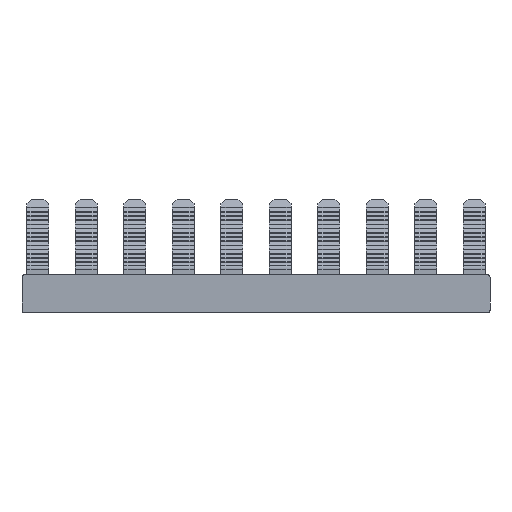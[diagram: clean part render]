
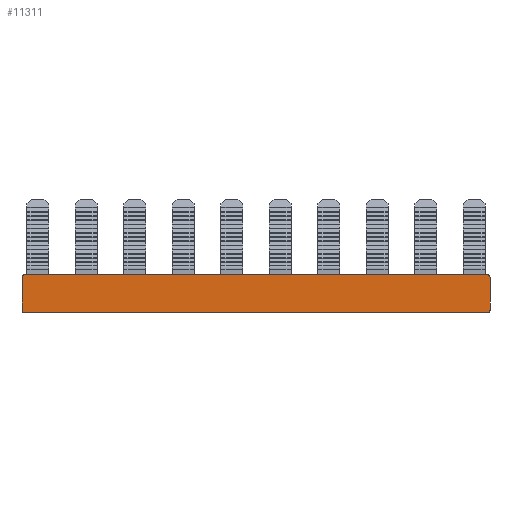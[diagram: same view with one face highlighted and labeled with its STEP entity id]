
A CAD part, front view. The second image highlights one B-rep face of the part: STEP entity #11311.
In plain terms, the highlighted planar face has unit normal (0, -1, 0).
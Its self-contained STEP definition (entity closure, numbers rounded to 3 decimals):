
#649 = CARTESIAN_POINT ( 'NONE',  ( -47.75, -1.6, 0. ) ) ;
#1079 = PLANE ( 'NONE',  #27061 ) ;
#1318 = ORIENTED_EDGE ( 'NONE', *, *, #28682, .F. ) ;
#2088 = CARTESIAN_POINT ( 'NONE',  ( -48.25, -1.6, 0. ) ) ;
#3263 = CARTESIAN_POINT ( 'NONE',  ( -48.25, -1.6, 0.5 ) ) ;
#3623 = ORIENTED_EDGE ( 'NONE', *, *, #14987, .T. ) ;
#3941 = CARTESIAN_POINT ( 'NONE',  ( 0., -1.6, 0. ) ) ;
#3973 = DIRECTION ( 'NONE',  ( 0., -1., 0. ) ) ;
#4929 = EDGE_CURVE ( 'NONE', #14006, #5451, #29033, .T. ) ;
#5443 = DIRECTION ( 'NONE',  ( 1., 0., 0. ) ) ;
#5451 = VERTEX_POINT ( 'NONE', #649 ) ;
#5576 = ORIENTED_EDGE ( 'NONE', *, *, #20942, .T. ) ;
#6751 = CARTESIAN_POINT ( 'NONE',  ( 48.25, -1.6, 0. ) ) ;
#7092 = ORIENTED_EDGE ( 'NONE', *, *, #24439, .T. ) ;
#7273 = EDGE_CURVE ( 'NONE', #31280, #8994, #8314, .T. ) ;
#7672 = DIRECTION ( 'NONE',  ( 0., -1., 0. ) ) ;
#7981 = DIRECTION ( 'NONE',  ( 0., 0., 1. ) ) ;
#8314 = LINE ( 'NONE', #18019, #25645 ) ;
#8994 = VERTEX_POINT ( 'NONE', #18454 ) ;
#9076 = CIRCLE ( 'NONE', #24313, 0.5 ) ;
#9241 = DIRECTION ( 'NONE',  ( 0., -1., 0. ) ) ;
#9379 = ORIENTED_EDGE ( 'NONE', *, *, #4929, .F. ) ;
#10315 = CARTESIAN_POINT ( 'NONE',  ( 47.75, -1.6, 0. ) ) ;
#10358 = CARTESIAN_POINT ( 'NONE',  ( -47.75, -1.6, 7.8 ) ) ;
#10706 = EDGE_LOOP ( 'NONE', ( #1318, #3623, #9379, #12950, #23474, #7092, #28613, #5576 ) ) ;
#10803 = DIRECTION ( 'NONE',  ( 0., 1., 0. ) ) ;
#11311 = ADVANCED_FACE ( 'NONE', ( #15739 ), #1079, .F. ) ;
#11423 = VECTOR ( 'NONE', #22019, 1000. ) ;
#12442 = CARTESIAN_POINT ( 'NONE',  ( -48.25, -1.6, 7.8 ) ) ;
#12950 = ORIENTED_EDGE ( 'NONE', *, *, #16599, .T. ) ;
#13065 = CARTESIAN_POINT ( 'NONE',  ( -47.75, -1.6, 7.3 ) ) ;
#13427 = AXIS2_PLACEMENT_3D ( 'NONE', #24691, #7672, #7981 ) ;
#13964 = VERTEX_POINT ( 'NONE', #29423 ) ;
#14006 = VERTEX_POINT ( 'NONE', #10315 ) ;
#14157 = CARTESIAN_POINT ( 'NONE',  ( 47.75, -1.6, 0.5 ) ) ;
#14987 = EDGE_CURVE ( 'NONE', #18879, #5451, #31388, .T. ) ;
#15331 = CARTESIAN_POINT ( 'NONE',  ( -47.75, -1.6, 0.5 ) ) ;
#15739 = FACE_OUTER_BOUND ( 'NONE', #10706, .T. ) ;
#16258 = DIRECTION ( 'NONE',  ( 0., 0., 1. ) ) ;
#16599 = EDGE_CURVE ( 'NONE', #14006, #8994, #9076, .T. ) ;
#17535 = LINE ( 'NONE', #12442, #19730 ) ;
#17688 = DIRECTION ( 'NONE',  ( 0., 0., 1. ) ) ;
#18019 = CARTESIAN_POINT ( 'NONE',  ( 48.25, -1.6, 7.8 ) ) ;
#18454 = CARTESIAN_POINT ( 'NONE',  ( 48.25, -1.6, 0.5 ) ) ;
#18879 = VERTEX_POINT ( 'NONE', #3263 ) ;
#18920 = DIRECTION ( 'NONE',  ( 0., 0., 1. ) ) ;
#18964 = DIRECTION ( 'NONE',  ( 0., 0., 1. ) ) ;
#19052 = VERTEX_POINT ( 'NONE', #10358 ) ;
#19730 = VECTOR ( 'NONE', #5443, 1000. ) ;
#20505 = DIRECTION ( 'NONE',  ( 1., 0., 0. ) ) ;
#20942 = EDGE_CURVE ( 'NONE', #19052, #13964, #29509, .T. ) ;
#21156 = VECTOR ( 'NONE', #18964, 1000. ) ;
#21360 = LINE ( 'NONE', #2088, #21156 ) ;
#22019 = DIRECTION ( 'NONE',  ( -1., 0., 0. ) ) ;
#22773 = DIRECTION ( 'NONE',  ( 0., -1., 0. ) ) ;
#23474 = ORIENTED_EDGE ( 'NONE', *, *, #7273, .F. ) ;
#24313 = AXIS2_PLACEMENT_3D ( 'NONE', #14157, #3973, #18920 ) ;
#24439 = EDGE_CURVE ( 'NONE', #31280, #24692, #30228, .T. ) ;
#24691 = CARTESIAN_POINT ( 'NONE',  ( 47.75, -1.6, 7.3 ) ) ;
#24692 = VERTEX_POINT ( 'NONE', #28494 ) ;
#24920 = AXIS2_PLACEMENT_3D ( 'NONE', #13065, #22773, #17688 ) ;
#25645 = VECTOR ( 'NONE', #27104, 1000. ) ;
#27061 = AXIS2_PLACEMENT_3D ( 'NONE', #3941, #10803, #20505 ) ;
#27104 = DIRECTION ( 'NONE',  ( 0., 0., -1. ) ) ;
#28420 = CARTESIAN_POINT ( 'NONE',  ( 48.25, -1.6, 7.3 ) ) ;
#28494 = CARTESIAN_POINT ( 'NONE',  ( 47.75, -1.6, 7.8 ) ) ;
#28613 = ORIENTED_EDGE ( 'NONE', *, *, #28821, .F. ) ;
#28682 = EDGE_CURVE ( 'NONE', #18879, #13964, #21360, .T. ) ;
#28821 = EDGE_CURVE ( 'NONE', #19052, #24692, #17535, .T. ) ;
#28838 = AXIS2_PLACEMENT_3D ( 'NONE', #15331, #9241, #16258 ) ;
#29033 = LINE ( 'NONE', #6751, #11423 ) ;
#29423 = CARTESIAN_POINT ( 'NONE',  ( -48.25, -1.6, 7.3 ) ) ;
#29509 = CIRCLE ( 'NONE', #24920, 0.5 ) ;
#30228 = CIRCLE ( 'NONE', #13427, 0.5 ) ;
#31280 = VERTEX_POINT ( 'NONE', #28420 ) ;
#31388 = CIRCLE ( 'NONE', #28838, 0.5 ) ;
